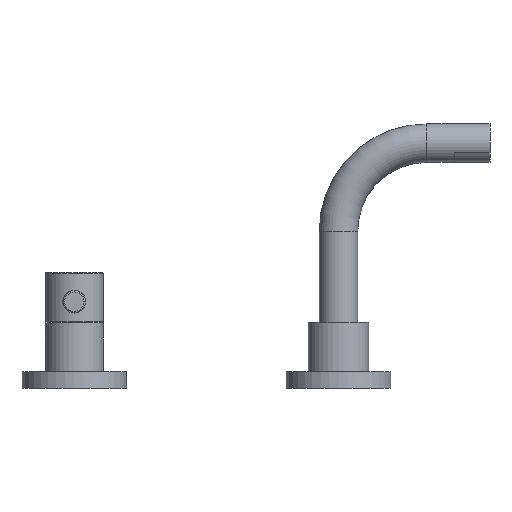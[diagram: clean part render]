
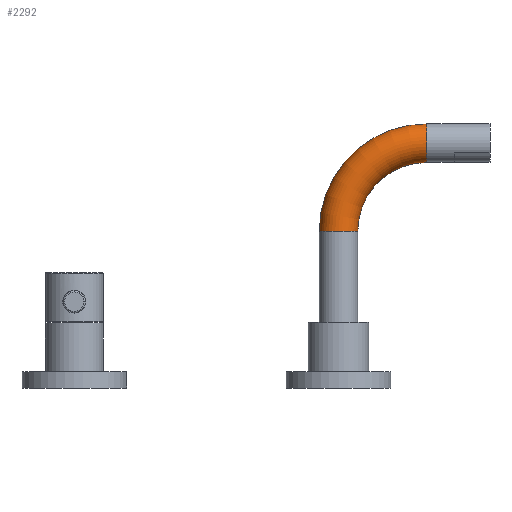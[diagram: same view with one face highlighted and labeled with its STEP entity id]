
A CAD part, left-side view. The second image highlights one B-rep face of the part: STEP entity #2292.
In plain terms, the highlighted toroidal (fillet/blend) face has major radius 50.8 mm and minor radius 11.113 mm.
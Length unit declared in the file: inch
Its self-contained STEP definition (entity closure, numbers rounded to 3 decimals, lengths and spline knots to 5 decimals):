
#2002=CARTESIAN_POINT('',(0.,-2.,5.56));
#2003=DIRECTION('',(0.,1.,0.));
#2004=DIRECTION('',(0.,0.,-1.));
#2005=AXIS2_PLACEMENT_3D('',#2002,#2003,#2004);
#2010=CARTESIAN_POINT('',(0.,-2.,3.56));
#2011=DIRECTION('',(-1.,0.,0.));
#2012=DIRECTION('',(0.,0.,1.));
#2013=AXIS2_PLACEMENT_3D('',#2010,#2011,#2012);
#2026=CARTESIAN_POINT('',(0.,-2.,3.56));
#2027=DIRECTION('',(-1.,0.,0.));
#2028=DIRECTION('',(0.,0.,1.));
#2029=AXIS2_PLACEMENT_3D('',#2026,#2027,#2028);
#2157=CARTESIAN_POINT('',(0.,0.,3.56));
#2158=DIRECTION('',(0.,0.,-1.));
#2159=DIRECTION('',(0.,-1.,0.));
#2160=AXIS2_PLACEMENT_3D('',#2157,#2158,#2159);
#2176=CARTESIAN_POINT('',(0.,-2.,5.9975));
#2177=CARTESIAN_POINT('',(0.,-2.,5.1225));
#2178=VERTEX_POINT('',#2176);
#2179=VERTEX_POINT('',#2177);
#2180=CARTESIAN_POINT('',(0.,0.4375,3.56));
#2181=CARTESIAN_POINT('',(0.,-0.4375,3.56));
#2182=VERTEX_POINT('',#2180);
#2183=VERTEX_POINT('',#2181);
#2278=CARTESIAN_POINT('',(0.,-2.,3.56));
#2279=DIRECTION('',(-1.,0.,0.));
#2280=DIRECTION('',(0.,0.,-1.));
#2281=AXIS2_PLACEMENT_3D('',#2278,#2279,#2280);
#2282=TOROIDAL_SURFACE('',#2281,2.,0.4375);
#2283=ORIENTED_EDGE('',*,*,#2266,.F.);
#2285=ORIENTED_EDGE('',*,*,#2284,.T.);
#2287=ORIENTED_EDGE('',*,*,#2286,.T.);
#2289=ORIENTED_EDGE('',*,*,#2288,.F.);
#2290=EDGE_LOOP('',(#2283,#2285,#2287,#2289));
#2291=FACE_OUTER_BOUND('',#2290,.F.);
#2006=CIRCLE('',#2005,0.4375);
#2014=CIRCLE('',#2013,1.5625);
#2030=CIRCLE('',#2029,2.4375);
#2161=CIRCLE('',#2160,0.4375);
#2266=EDGE_CURVE('',#2179,#2178,#2006,.T.);
#2284=EDGE_CURVE('',#2179,#2183,#2014,.T.);
#2286=EDGE_CURVE('',#2183,#2182,#2161,.T.);
#2288=EDGE_CURVE('',#2178,#2182,#2030,.T.);
#2292=ADVANCED_FACE('',(#2291),#2282,.T.);
